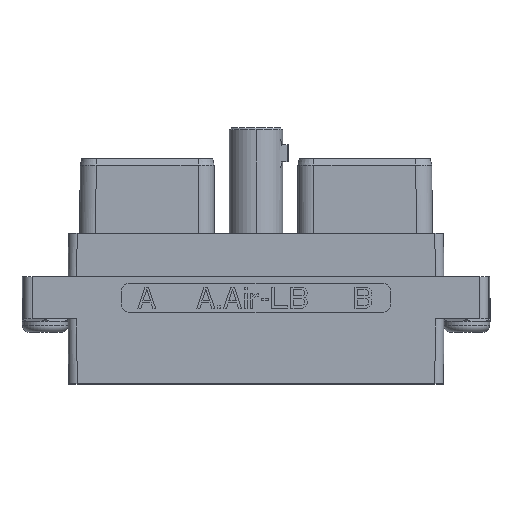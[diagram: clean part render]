
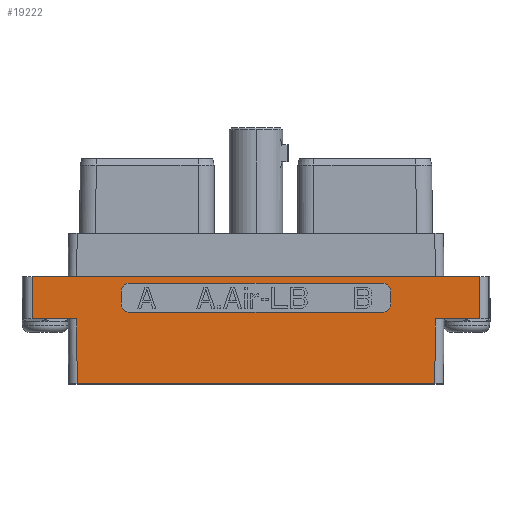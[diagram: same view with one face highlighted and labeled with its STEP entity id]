
A CAD part, top view. The second image highlights one B-rep face of the part: STEP entity #19222.
In plain terms, the highlighted planar face has unit normal (0, 0, 1).
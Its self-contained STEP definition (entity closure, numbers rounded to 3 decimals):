
#985=DIRECTION('',(-1.,0.,0.));
#986=VECTOR('',#985,53.065);
#987=CARTESIAN_POINT('',(26.532,-5.33,7.965));
#988=LINE('',#987,#986);
#1071=DIRECTION('',(0.,1.,0.));
#1072=VECTOR('',#1071,4.99);
#1073=CARTESIAN_POINT('',(26.532,-10.32,7.965));
#1074=LINE('',#1073,#1072);
#1089=CARTESIAN_POINT('',(-15.,-7.055,7.965));
#1090=DIRECTION('',(0.,0.,1.));
#1091=DIRECTION('',(0.,1.,0.));
#1092=AXIS2_PLACEMENT_3D('',#1089,#1090,#1091);
#1094=DIRECTION('',(0.,-1.,0.));
#1095=VECTOR('',#1094,1.5);
#1096=CARTESIAN_POINT('',(-15.985,-7.055,7.965));
#1097=LINE('',#1096,#1095);
#1098=CARTESIAN_POINT('',(-15.,-8.555,7.965));
#1099=DIRECTION('',(0.,0.,1.));
#1100=DIRECTION('',(-1.,0.,0.));
#1101=AXIS2_PLACEMENT_3D('',#1098,#1099,#1100);
#1103=DIRECTION('',(1.,0.,0.));
#1104=VECTOR('',#1103,30.);
#1105=CARTESIAN_POINT('',(-15.,-9.54,7.965));
#1106=LINE('',#1105,#1104);
#1107=CARTESIAN_POINT('',(15.,-8.555,7.965));
#1108=DIRECTION('',(0.,0.,1.));
#1109=DIRECTION('',(0.,-1.,0.));
#1110=AXIS2_PLACEMENT_3D('',#1107,#1108,#1109);
#1112=DIRECTION('',(0.,1.,0.));
#1113=VECTOR('',#1112,1.5);
#1114=CARTESIAN_POINT('',(15.985,-8.555,7.965));
#1115=LINE('',#1114,#1113);
#1116=CARTESIAN_POINT('',(15.,-7.055,7.965));
#1117=DIRECTION('',(0.,0.,1.));
#1118=DIRECTION('',(1.,0.,0.));
#1119=AXIS2_PLACEMENT_3D('',#1116,#1117,#1118);
#1121=DIRECTION('',(-1.,0.,0.));
#1122=VECTOR('',#1121,30.);
#1123=CARTESIAN_POINT('',(15.,-6.07,7.965));
#1124=LINE('',#1123,#1122);
#1186=DIRECTION('',(1.,0.,0.));
#1187=VECTOR('',#1186,5.273);
#1188=CARTESIAN_POINT('',(21.26,-10.32,7.965));
#1189=LINE('',#1188,#1187);
#1762=DIRECTION('',(0.,-1.,0.));
#1763=VECTOR('',#1762,4.99);
#1764=CARTESIAN_POINT('',(-26.532,-5.33,7.965));
#1765=LINE('',#1764,#1763);
#1796=DIRECTION('',(1.,0.,0.));
#1797=VECTOR('',#1796,5.273);
#1798=CARTESIAN_POINT('',(-26.532,-10.32,7.965));
#1799=LINE('',#1798,#1797);
#3105=CARTESIAN_POINT('',(-21.26,-10.32,7.965));
#3107=DIRECTION('',(0.006,-1.,0.));
#3108=VECTOR('',#3107,7.7);
#3109=CARTESIAN_POINT('',(-21.26,-10.32,7.965));
#3110=LINE('',#3109,#3108);
#3154=DIRECTION('',(1.,0.,0.));
#3155=VECTOR('',#3154,42.42);
#3156=CARTESIAN_POINT('',(-21.21,-18.02,7.965));
#3157=LINE('',#3156,#3155);
#3265=DIRECTION('',(0.006,1.,0.));
#3266=VECTOR('',#3265,7.7);
#3267=CARTESIAN_POINT('',(21.21,-18.02,7.965));
#3268=LINE('',#3267,#3266);
#16124=VERTEX_POINT('',#3105);
#17482=CARTESIAN_POINT('',(21.21,-18.02,7.965));
#17483=CARTESIAN_POINT('',(21.26,-10.32,7.965));
#17484=VERTEX_POINT('',#17482);
#17485=VERTEX_POINT('',#17483);
#17497=CARTESIAN_POINT('',(-21.21,-18.02,7.965));
#17498=VERTEX_POINT('',#17497);
#17508=CARTESIAN_POINT('',(26.532,-10.32,7.965));
#17509=CARTESIAN_POINT('',(26.532,-5.33,7.965));
#17510=VERTEX_POINT('',#17508);
#17511=VERTEX_POINT('',#17509);
#17524=CARTESIAN_POINT('',(-26.532,-5.33,7.965));
#17525=CARTESIAN_POINT('',(-26.532,-10.32,7.965));
#17526=VERTEX_POINT('',#17524);
#17527=VERTEX_POINT('',#17525);
#18006=CARTESIAN_POINT('',(-15.,-6.07,7.965));
#18007=CARTESIAN_POINT('',(-15.985,-7.055,7.965));
#18008=VERTEX_POINT('',#18006);
#18009=VERTEX_POINT('',#18007);
#18010=CARTESIAN_POINT('',(-15.985,-8.555,7.965));
#18011=VERTEX_POINT('',#18010);
#18012=CARTESIAN_POINT('',(-15.,-9.54,7.965));
#18013=VERTEX_POINT('',#18012);
#18014=CARTESIAN_POINT('',(15.,-9.54,7.965));
#18015=VERTEX_POINT('',#18014);
#18016=CARTESIAN_POINT('',(15.985,-8.555,7.965));
#18017=VERTEX_POINT('',#18016);
#18018=CARTESIAN_POINT('',(15.985,-7.055,7.965));
#18019=VERTEX_POINT('',#18018);
#18020=CARTESIAN_POINT('',(15.,-6.07,7.965));
#18021=VERTEX_POINT('',#18020);
#19183=CARTESIAN_POINT('',(-27.69,-5.345,7.965));
#19184=DIRECTION('',(0.,0.,1.));
#19185=DIRECTION('',(1.,0.,0.));
#19186=AXIS2_PLACEMENT_3D('',#19183,#19184,#19185);
#19187=PLANE('',#19186);
#19189=ORIENTED_EDGE('',*,*,#19188,.F.);
#19191=ORIENTED_EDGE('',*,*,#19190,.F.);
#19193=ORIENTED_EDGE('',*,*,#19192,.F.);
#19195=ORIENTED_EDGE('',*,*,#19194,.F.);
#19197=ORIENTED_EDGE('',*,*,#19196,.F.);
#19199=ORIENTED_EDGE('',*,*,#19198,.F.);
#19200=ORIENTED_EDGE('',*,*,#19106,.F.);
#19201=ORIENTED_EDGE('',*,*,#19173,.F.);
#19202=EDGE_LOOP('',(#19189,#19191,#19193,#19195,#19197,#19199,#19200,#19201));
#19203=FACE_OUTER_BOUND('',#19202,.F.);
#19205=ORIENTED_EDGE('',*,*,#19204,.T.);
#19207=ORIENTED_EDGE('',*,*,#19206,.T.);
#19209=ORIENTED_EDGE('',*,*,#19208,.T.);
#19211=ORIENTED_EDGE('',*,*,#19210,.T.);
#19213=ORIENTED_EDGE('',*,*,#19212,.T.);
#19215=ORIENTED_EDGE('',*,*,#19214,.T.);
#19217=ORIENTED_EDGE('',*,*,#19216,.T.);
#19219=ORIENTED_EDGE('',*,*,#19218,.T.);
#19220=EDGE_LOOP('',(#19205,#19207,#19209,#19211,#19213,#19215,#19217,#19219));
#19221=FACE_BOUND('',#19220,.F.);
#19222=ADVANCED_FACE('',(#19203,#19221),#19187,.T.);
#1093=CIRCLE('',#1092,0.985);
#1102=CIRCLE('',#1101,0.985);
#1111=CIRCLE('',#1110,0.985);
#1120=CIRCLE('',#1119,0.985);
#19106=EDGE_CURVE('',#17511,#17526,#988,.T.);
#19173=EDGE_CURVE('',#17510,#17511,#1074,.T.);
#19188=EDGE_CURVE('',#17485,#17510,#1189,.T.);
#19190=EDGE_CURVE('',#17484,#17485,#3268,.T.);
#19192=EDGE_CURVE('',#17498,#17484,#3157,.T.);
#19194=EDGE_CURVE('',#16124,#17498,#3110,.T.);
#19196=EDGE_CURVE('',#17527,#16124,#1799,.T.);
#19198=EDGE_CURVE('',#17526,#17527,#1765,.T.);
#19204=EDGE_CURVE('',#18008,#18009,#1093,.T.);
#19206=EDGE_CURVE('',#18009,#18011,#1097,.T.);
#19208=EDGE_CURVE('',#18011,#18013,#1102,.T.);
#19210=EDGE_CURVE('',#18013,#18015,#1106,.T.);
#19212=EDGE_CURVE('',#18015,#18017,#1111,.T.);
#19214=EDGE_CURVE('',#18017,#18019,#1115,.T.);
#19216=EDGE_CURVE('',#18019,#18021,#1120,.T.);
#19218=EDGE_CURVE('',#18021,#18008,#1124,.T.);
